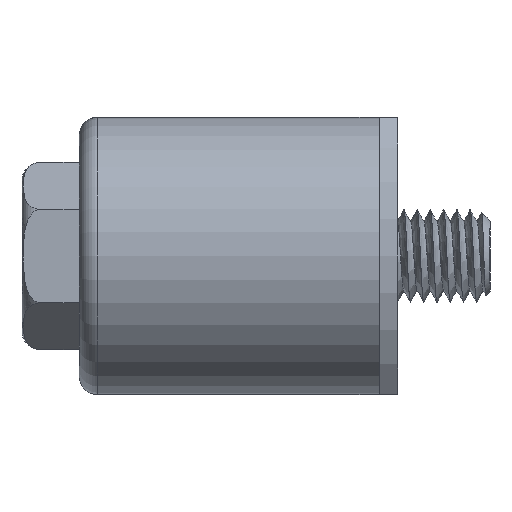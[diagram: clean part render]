
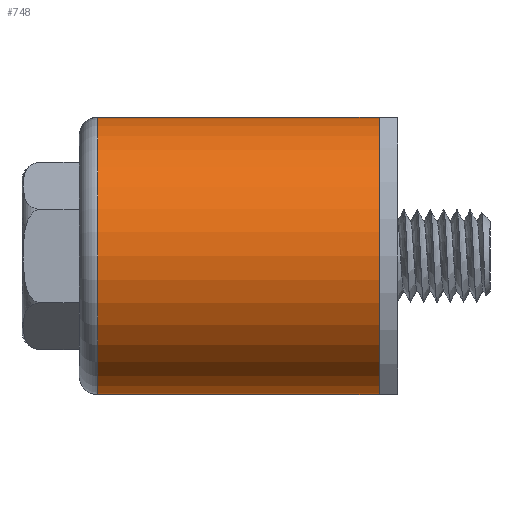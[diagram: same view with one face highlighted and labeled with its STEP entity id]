
A CAD part, left-side view. The second image highlights one B-rep face of the part: STEP entity #748.
In plain terms, the highlighted cylindrical face has radius 9.525 mm (diameter 19.05 mm), a partial arc.
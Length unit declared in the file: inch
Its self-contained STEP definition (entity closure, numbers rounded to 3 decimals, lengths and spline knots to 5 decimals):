
#48=LINE('',#1190,#78);
#52=LINE('',#1210,#82);
#78=VECTOR('',#974,0.3937);
#82=VECTOR('',#1000,0.3937);
#190=FACE_OUTER_BOUND('',#254,.T.);
#254=EDGE_LOOP('',(#560,#561,#562,#563));
#304=CIRCLE('',#839,0.375);
#309=CIRCLE('',#849,0.375);
#349=VERTEX_POINT('',#1187);
#350=VERTEX_POINT('',#1189);
#354=VERTEX_POINT('',#1203);
#355=VERTEX_POINT('',#1209);
#417=EDGE_CURVE('',#349,#350,#48,.T.);
#426=EDGE_CURVE('',#350,#354,#304,.T.);
#427=EDGE_CURVE('',#355,#354,#52,.T.);
#436=EDGE_CURVE('',#349,#355,#309,.T.);
#560=ORIENTED_EDGE('',*,*,#426,.F.);
#561=ORIENTED_EDGE('',*,*,#417,.F.);
#562=ORIENTED_EDGE('',*,*,#436,.T.);
#563=ORIENTED_EDGE('',*,*,#427,.T.);
#667=CYLINDRICAL_SURFACE('',#850,0.375);
#748=ADVANCED_FACE('',(#190),#667,.T.);
#839=AXIS2_PLACEMENT_3D('',#1207,#996,#997);
#849=AXIS2_PLACEMENT_3D('',#1228,#1021,#1022);
#850=AXIS2_PLACEMENT_3D('',#1229,#1023,#1024);
#974=DIRECTION('',(0.,1.,0.));
#996=DIRECTION('center_axis',(0.,1.,0.));
#997=DIRECTION('ref_axis',(-1.,0.,0.));
#1000=DIRECTION('',(0.,1.,0.));
#1021=DIRECTION('center_axis',(0.,1.,0.));
#1022=DIRECTION('ref_axis',(0.,0.,-1.));
#1023=DIRECTION('center_axis',(0.,1.,0.));
#1024=DIRECTION('ref_axis',(0.,0.,-1.));
#1187=CARTESIAN_POINT('',(-0.78,0.05,-0.375));
#1189=CARTESIAN_POINT('',(-0.78,0.81,-0.375));
#1190=CARTESIAN_POINT('',(-0.78,0.,-0.375));
#1203=CARTESIAN_POINT('',(-0.78,0.81,0.375));
#1207=CARTESIAN_POINT('Origin',(-0.78,0.81,0.));
#1209=CARTESIAN_POINT('',(-0.78,0.05,0.375));
#1210=CARTESIAN_POINT('',(-0.78,0.,0.375));
#1228=CARTESIAN_POINT('Origin',(-0.78,0.05,0.));
#1229=CARTESIAN_POINT('Origin',(-0.78,0.,0.));
